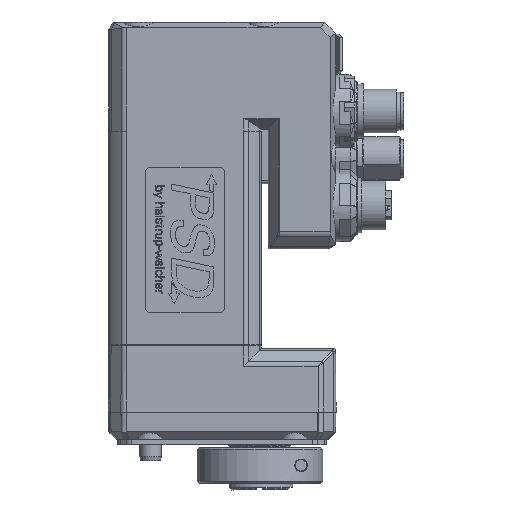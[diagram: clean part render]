
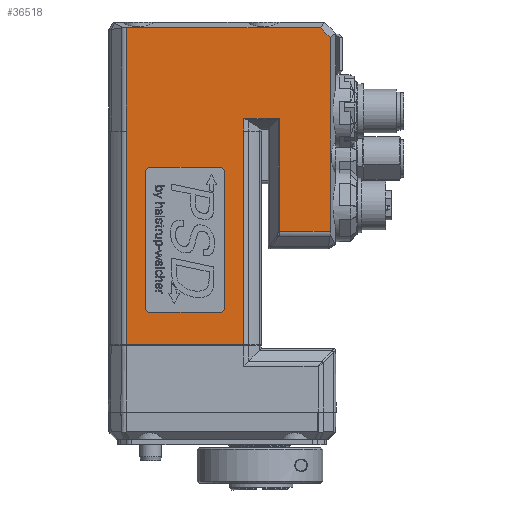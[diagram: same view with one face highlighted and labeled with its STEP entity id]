
A CAD part, left-side view. The second image highlights one B-rep face of the part: STEP entity #36518.
In plain terms, the highlighted planar face has unit normal (-1, 0, 0).
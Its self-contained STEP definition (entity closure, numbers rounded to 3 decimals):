
#2334=FACE_BOUND('',#6364,.T.);
#3286=CIRCLE('',#38966,1.5);
#3287=CIRCLE('',#38967,1.5);
#3288=CIRCLE('',#38968,1.5);
#3289=CIRCLE('',#38969,1.5);
#4352=FACE_OUTER_BOUND('',#6363,.T.);
#6363=EDGE_LOOP('',(#24580,#24581,#24582,#24583,#24584,#24585,#24586,#24587,
#24588,#24589,#24590,#24591,#24592));
#6364=EDGE_LOOP('',(#24593,#24594,#24595,#24596,#24597,#24598,#24599,#24600));
#8584=LINE('',#52774,#11292);
#8594=LINE('',#52817,#11302);
#8595=LINE('',#52820,#11303);
#8596=LINE('',#52822,#11304);
#8597=LINE('',#52824,#11305);
#8598=LINE('',#52826,#11306);
#8599=LINE('',#52828,#11307);
#8600=LINE('',#52830,#11308);
#8601=LINE('',#52832,#11309);
#8602=LINE('',#52834,#11310);
#8603=LINE('',#52836,#11311);
#8604=LINE('',#52838,#11312);
#8605=LINE('',#52839,#11313);
#8606=LINE('',#52844,#11314);
#8607=LINE('',#52848,#11315);
#8608=LINE('',#52852,#11316);
#8609=LINE('',#52855,#11317);
#11292=VECTOR('',#42970,1000.);
#11302=VECTOR('',#43012,1000.);
#11303=VECTOR('',#43015,1000.);
#11304=VECTOR('',#43016,10.);
#11305=VECTOR('',#43017,10.);
#11306=VECTOR('',#43018,10.);
#11307=VECTOR('',#43019,10.);
#11308=VECTOR('',#43020,10.);
#11309=VECTOR('',#43021,10.);
#11310=VECTOR('',#43022,10.);
#11311=VECTOR('',#43023,10.);
#11312=VECTOR('',#43024,1000.);
#11313=VECTOR('',#43025,1000.);
#11314=VECTOR('',#43028,10.);
#11315=VECTOR('',#43031,10.);
#11316=VECTOR('',#43034,10.);
#11317=VECTOR('',#43037,10.);
#14234=VERTEX_POINT('',#52771);
#14235=VERTEX_POINT('',#52773);
#14252=VERTEX_POINT('',#52815);
#14253=VERTEX_POINT('',#52819);
#14254=VERTEX_POINT('',#52821);
#14255=VERTEX_POINT('',#52823);
#14256=VERTEX_POINT('',#52825);
#14257=VERTEX_POINT('',#52827);
#14258=VERTEX_POINT('',#52829);
#14259=VERTEX_POINT('',#52831);
#14260=VERTEX_POINT('',#52833);
#14261=VERTEX_POINT('',#52835);
#14262=VERTEX_POINT('',#52837);
#14263=VERTEX_POINT('',#52840);
#14264=VERTEX_POINT('',#52841);
#14265=VERTEX_POINT('',#52843);
#14266=VERTEX_POINT('',#52845);
#14267=VERTEX_POINT('',#52847);
#14268=VERTEX_POINT('',#52849);
#14269=VERTEX_POINT('',#52851);
#14270=VERTEX_POINT('',#52853);
#18154=EDGE_CURVE('',#14235,#14234,#8584,.T.);
#18176=EDGE_CURVE('',#14252,#14234,#8594,.T.);
#18177=EDGE_CURVE('',#14253,#14252,#8595,.T.);
#18178=EDGE_CURVE('',#14254,#14253,#8596,.T.);
#18179=EDGE_CURVE('',#14255,#14254,#8597,.T.);
#18180=EDGE_CURVE('',#14256,#14255,#8598,.T.);
#18181=EDGE_CURVE('',#14257,#14256,#8599,.T.);
#18182=EDGE_CURVE('',#14258,#14257,#8600,.T.);
#18183=EDGE_CURVE('',#14259,#14258,#8601,.T.);
#18184=EDGE_CURVE('',#14260,#14259,#8602,.T.);
#18185=EDGE_CURVE('',#14261,#14260,#8603,.T.);
#18186=EDGE_CURVE('',#14262,#14261,#8604,.T.);
#18187=EDGE_CURVE('',#14262,#14235,#8605,.T.);
#18188=EDGE_CURVE('',#14263,#14264,#3286,.T.);
#18189=EDGE_CURVE('',#14264,#14265,#8606,.T.);
#18190=EDGE_CURVE('',#14265,#14266,#3287,.T.);
#18191=EDGE_CURVE('',#14266,#14267,#8607,.T.);
#18192=EDGE_CURVE('',#14267,#14268,#3288,.T.);
#18193=EDGE_CURVE('',#14268,#14269,#8608,.T.);
#18194=EDGE_CURVE('',#14269,#14270,#3289,.T.);
#18195=EDGE_CURVE('',#14270,#14263,#8609,.T.);
#24580=ORIENTED_EDGE('',*,*,#18176,.F.);
#24581=ORIENTED_EDGE('',*,*,#18177,.F.);
#24582=ORIENTED_EDGE('',*,*,#18178,.F.);
#24583=ORIENTED_EDGE('',*,*,#18179,.F.);
#24584=ORIENTED_EDGE('',*,*,#18180,.F.);
#24585=ORIENTED_EDGE('',*,*,#18181,.F.);
#24586=ORIENTED_EDGE('',*,*,#18182,.F.);
#24587=ORIENTED_EDGE('',*,*,#18183,.F.);
#24588=ORIENTED_EDGE('',*,*,#18184,.F.);
#24589=ORIENTED_EDGE('',*,*,#18185,.F.);
#24590=ORIENTED_EDGE('',*,*,#18186,.F.);
#24591=ORIENTED_EDGE('',*,*,#18187,.T.);
#24592=ORIENTED_EDGE('',*,*,#18154,.T.);
#24593=ORIENTED_EDGE('',*,*,#18188,.T.);
#24594=ORIENTED_EDGE('',*,*,#18189,.T.);
#24595=ORIENTED_EDGE('',*,*,#18190,.T.);
#24596=ORIENTED_EDGE('',*,*,#18191,.T.);
#24597=ORIENTED_EDGE('',*,*,#18192,.T.);
#24598=ORIENTED_EDGE('',*,*,#18193,.T.);
#24599=ORIENTED_EDGE('',*,*,#18194,.T.);
#24600=ORIENTED_EDGE('',*,*,#18195,.T.);
#33429=PLANE('',#38965);
#36518=ADVANCED_FACE('',(#4352,#2334),#33429,.F.);
#38965=AXIS2_PLACEMENT_3D('',#52818,#43013,#43014);
#38966=AXIS2_PLACEMENT_3D('',#52842,#43026,#43027);
#38967=AXIS2_PLACEMENT_3D('',#52846,#43029,#43030);
#38968=AXIS2_PLACEMENT_3D('',#52850,#43032,#43033);
#38969=AXIS2_PLACEMENT_3D('',#52854,#43035,#43036);
#42970=DIRECTION('',(0.,-1.,0.));
#43012=DIRECTION('',(0.,0.,-1.));
#43013=DIRECTION('center_axis',(1.,0.,0.));
#43014=DIRECTION('ref_axis',(0.,1.,0.));
#43015=DIRECTION('',(0.,-1.,0.));
#43016=DIRECTION('',(0.,0.,-1.));
#43017=DIRECTION('',(0.,1.,0.));
#43018=DIRECTION('',(0.,0.,1.));
#43019=DIRECTION('',(0.,1.,0.));
#43020=DIRECTION('',(0.,0.,-1.));
#43021=DIRECTION('',(0.,-0.707,-0.707));
#43022=DIRECTION('',(0.,-1.,0.));
#43023=DIRECTION('',(0.,0.,1.));
#43024=DIRECTION('',(0.,-1.,0.));
#43025=DIRECTION('',(0.,0.,-1.));
#43026=DIRECTION('center_axis',(1.,0.,0.));
#43027=DIRECTION('ref_axis',(0.,-1.,0.));
#43028=DIRECTION('',(0.,0.,-1.));
#43029=DIRECTION('center_axis',(1.,0.,0.));
#43030=DIRECTION('ref_axis',(0.,0.,
-1.));
#43031=DIRECTION('',(0.,1.,0.));
#43032=DIRECTION('center_axis',(1.,0.,0.));
#43033=DIRECTION('ref_axis',(0.,1.,0.));
#43034=DIRECTION('',(0.,0.,1.));
#43035=DIRECTION('center_axis',(1.,0.,0.));
#43036=DIRECTION('ref_axis',(0.,0.,
1.));
#43037=DIRECTION('',(0.,-1.,0.));
#52771=CARTESIAN_POINT('',(-21.,-16.248,0.));
#52773=CARTESIAN_POINT('',(-21.,16.248,0.));
#52774=CARTESIAN_POINT('',(-21.,16.248,0.));
#52815=CARTESIAN_POINT('',(-21.,-16.248,59.));
#52817=CARTESIAN_POINT('',(-21.,-16.248,49.3));
#52818=CARTESIAN_POINT('Origin',(-21.,16.248,49.3));
#52819=CARTESIAN_POINT('',(-21.,-16.172,59.));
#52820=CARTESIAN_POINT('',(-21.,16.248,59.));
#52821=CARTESIAN_POINT('',(-21.,-16.172,62.561));
#52822=CARTESIAN_POINT('',(-21.,-16.172,56.606));
#52823=CARTESIAN_POINT('',(-21.,-26.061,62.561));
#52824=CARTESIAN_POINT('',(-21.,-15.106,62.561));
#52825=CARTESIAN_POINT('',(-21.,-26.061,31.328));
#52826=CARTESIAN_POINT('',(-21.,-26.061,52.106));
#52827=CARTESIAN_POINT('',(-21.,-40.044,31.328));
#52828=CARTESIAN_POINT('',(-21.,-19.481,31.328));
#52829=CARTESIAN_POINT('',(-21.,-40.044,84.818));
#52830=CARTESIAN_POINT('',(-21.,-40.044,48.666));
#52831=CARTESIAN_POINT('',(-21.,-37.318,87.544));
#52832=CARTESIAN_POINT('',(-21.,-39.431,85.431));
#52833=CARTESIAN_POINT('',(-21.,16.172,87.544));
#52834=CARTESIAN_POINT('',(-21.,-30.916,87.544));
#52835=CARTESIAN_POINT('',(-21.,16.172,59.));
#52836=CARTESIAN_POINT('',(-21.,16.172,60.231));
#52837=CARTESIAN_POINT('',(-21.,16.248,59.));
#52838=CARTESIAN_POINT('',(-21.,16.248,59.));
#52839=CARTESIAN_POINT('',(-21.,16.248,49.3));
#52840=CARTESIAN_POINT('',(-21.,-9.5,49.));
#52841=CARTESIAN_POINT('',(-21.,-11.,47.5));
#52842=CARTESIAN_POINT('Origin',(-21.,-9.5,47.5));
#52843=CARTESIAN_POINT('',(-21.,-11.,10.5));
#52844=CARTESIAN_POINT('',(-21.,-11.,29.9));
#52845=CARTESIAN_POINT('',(-21.,-9.5,9.));
#52846=CARTESIAN_POINT('Origin',(-21.,-9.5,10.5));
#52847=CARTESIAN_POINT('',(-21.,9.5,9.));
#52848=CARTESIAN_POINT('',(-21.,12.874,9.));
#52849=CARTESIAN_POINT('',(-21.,11.,10.5));
#52850=CARTESIAN_POINT('Origin',(-21.,9.5,10.5));
#52851=CARTESIAN_POINT('',(-21.,11.,47.5));
#52852=CARTESIAN_POINT('',(-21.,11.,48.4));
#52853=CARTESIAN_POINT('',(-21.,9.5,49.));
#52854=CARTESIAN_POINT('Origin',(-21.,9.5,47.5));
#52855=CARTESIAN_POINT('',(-21.,3.374,49.));
